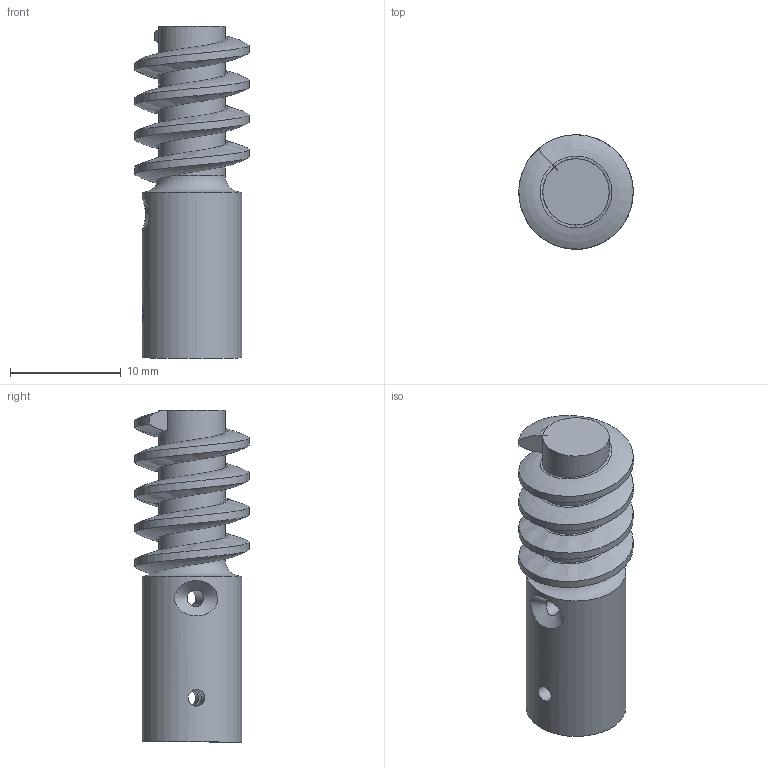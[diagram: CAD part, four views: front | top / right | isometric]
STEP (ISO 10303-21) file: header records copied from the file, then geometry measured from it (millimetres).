
FILE_DESCRIPTION(('FreeCAD Model'),'2;1');
FILE_NAME( 'worm.step', '2021-01-19T20:55:44',('Author'),(''), 'Open CASCADE STEP processor 7.3','FreeCAD','Unknown');
FILE_SCHEMA(('AUTOMOTIVE_DESIGN { 1 0 10303 214 1 1 1 1 }'));
Length unit declared in the file: millimetre
Products named in the file (1): WormGear30
Bounding box: 10.35 x 10.35 x 30.03 mm (x, y, z)
Volume: 1610 mm3; surface area: 1437.4 mm2
Topology: 1 solids, 1 shells, 26 faces, 71 edges, 45 vertices
Faces by surface type: bspline 14, cylinder 6, plane 5, torus 1
Full cylindrical faces by diameter (mm): 1.5 x3, 3 x1, 9 x1
Entity records: 4715 total; most frequent: CARTESIAN_POINT 3568, ORIENTED_EDGE 142, PCURVE 142, DEFINITIONAL_REPRESENTATION 142, DIRECTION 117, B_SPLINE_CURVE_WITH_KNOTS 116, EDGE_CURVE 71, LINE 68
